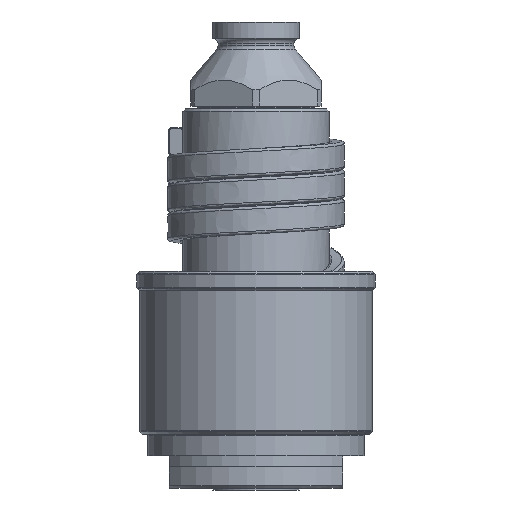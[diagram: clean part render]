
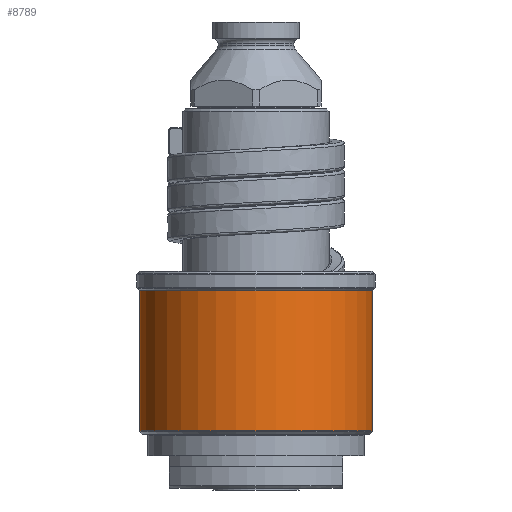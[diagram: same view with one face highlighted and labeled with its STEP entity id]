
A CAD part, front view. The second image highlights one B-rep face of the part: STEP entity #8789.
In plain terms, the highlighted cylindrical face has radius 21.5 mm (diameter 43 mm), a partial arc.
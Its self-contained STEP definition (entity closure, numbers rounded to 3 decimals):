
#2525=CARTESIAN_POINT('',(0.,0.,10.583));
#2526=DIRECTION('',(0.,0.,1.));
#2527=DIRECTION('',(-1.,0.,0.));
#2528=AXIS2_PLACEMENT_3D('',#2525,#2526,#2527);
#2530=DIRECTION('',(0.,0.,-1.));
#2531=VECTOR('',#2530,25.834);
#2532=CARTESIAN_POINT('',(-21.5,0.,36.417));
#2533=LINE('',#2532,#2531);
#2534=CARTESIAN_POINT('',(0.,0.,36.417));
#2535=DIRECTION('',(0.,0.,1.));
#2536=DIRECTION('',(-1.,0.,0.));
#2537=AXIS2_PLACEMENT_3D('',#2534,#2535,#2536);
#2539=DIRECTION('',(0.,0.,-1.));
#2540=VECTOR('',#2539,25.834);
#2541=CARTESIAN_POINT('',(21.5,0.,36.417));
#2542=LINE('',#2541,#2540);
#5260=CARTESIAN_POINT('',(21.5,0.,36.417));
#5261=CARTESIAN_POINT('',(-21.5,0.,36.417));
#5262=VERTEX_POINT('',#5260);
#5263=VERTEX_POINT('',#5261);
#5286=CARTESIAN_POINT('',(21.5,0.,10.583));
#5287=VERTEX_POINT('',#5286);
#5288=CARTESIAN_POINT('',(-21.5,0.,10.583));
#5289=VERTEX_POINT('',#5288);
#8777=CARTESIAN_POINT('',(0.,0.,8.5));
#8778=DIRECTION('',(0.,0.,1.));
#8779=DIRECTION('',(-1.,0.,0.));
#8780=AXIS2_PLACEMENT_3D('',#8777,#8778,#8779);
#8781=CYLINDRICAL_SURFACE('',#8780,21.5);
#8782=ORIENTED_EDGE('',*,*,#7210,.F.);
#8783=ORIENTED_EDGE('',*,*,#7191,.F.);
#8785=ORIENTED_EDGE('',*,*,#8784,.T.);
#8786=ORIENTED_EDGE('',*,*,#7187,.T.);
#8787=EDGE_LOOP('',(#8782,#8783,#8785,#8786));
#8788=FACE_OUTER_BOUND('',#8787,.F.);
#2529=CIRCLE('',#2528,21.5);
#2538=CIRCLE('',#2537,21.5);
#7187=EDGE_CURVE('',#5262,#5287,#2542,.T.);
#7191=EDGE_CURVE('',#5263,#5289,#2533,.T.);
#7210=EDGE_CURVE('',#5289,#5287,#2529,.T.);
#8784=EDGE_CURVE('',#5263,#5262,#2538,.T.);
#8789=ADVANCED_FACE('',(#8788),#8781,.T.);
